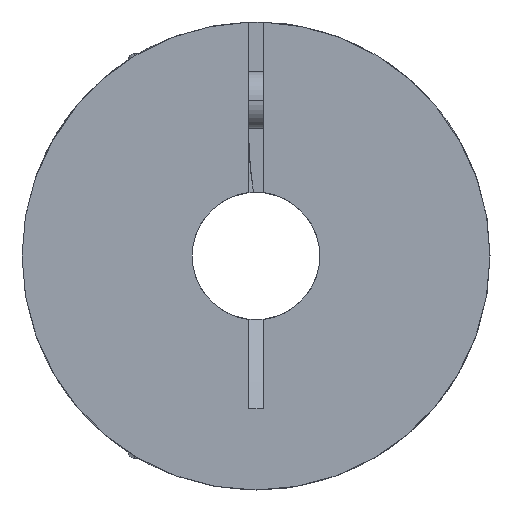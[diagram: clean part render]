
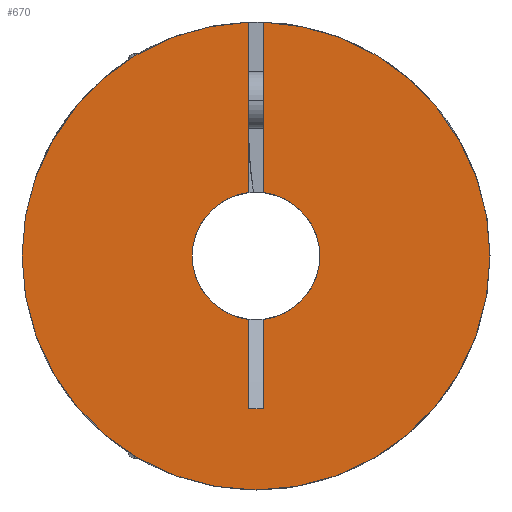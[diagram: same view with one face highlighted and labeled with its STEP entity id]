
A CAD part, left-side view. The second image highlights one B-rep face of the part: STEP entity #670.
In plain terms, the highlighted planar face has unit normal (-1, 0, 0).
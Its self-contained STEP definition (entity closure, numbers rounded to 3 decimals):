
#670=ADVANCED_FACE('',(#1406),#1407,.T.);
#1406=FACE_OUTER_BOUND('',#2167,.T.);
#1407=PLANE('',#2168);
#2167=EDGE_LOOP('',(#4109,#4110,#4111,#4112,#4113,#4114,#4115,#4116,#4117,#4118,#4119,#4120));
#2168=AXIS2_PLACEMENT_3D('',#4121,#4122,#4123);
#4109=ORIENTED_EDGE('',*,*,#4990,.T.);
#4110=ORIENTED_EDGE('',*,*,#4840,.F.);
#4111=ORIENTED_EDGE('',*,*,#4848,.F.);
#4112=ORIENTED_EDGE('',*,*,#4950,.F.);
#4113=ORIENTED_EDGE('',*,*,#4906,.T.);
#4114=ORIENTED_EDGE('',*,*,#4816,.T.);
#4115=ORIENTED_EDGE('',*,*,#4994,.T.);
#4116=ORIENTED_EDGE('',*,*,#4988,.T.);
#4117=ORIENTED_EDGE('',*,*,#4979,.T.);
#4118=ORIENTED_EDGE('',*,*,#4985,.T.);
#4119=ORIENTED_EDGE('',*,*,#4993,.T.);
#4120=ORIENTED_EDGE('',*,*,#4811,.T.);
#4121=CARTESIAN_POINT('',(0.0,-21.0,0.));
#4122=DIRECTION('',(-1.0,0.0,0.0));
#4123=DIRECTION('',(0.0,1.0,0.));
#4811=EDGE_CURVE('',#5890,#5888,#5891,.T.);
#4816=EDGE_CURVE('',#5899,#5896,#5900,.T.);
#4840=EDGE_CURVE('',#5941,#5943,#5944,.T.);
#4848=EDGE_CURVE('',#5955,#5941,#5958,.T.);
#4906=EDGE_CURVE('',#6050,#5899,#6051,.T.);
#4950=EDGE_CURVE('',#6050,#5955,#6103,.T.);
#4979=EDGE_CURVE('',#6141,#6139,#6142,.T.);
#4985=EDGE_CURVE('',#6139,#6147,#6149,.T.);
#4988=EDGE_CURVE('',#6151,#6141,#6153,.T.);
#4990=EDGE_CURVE('',#5888,#5943,#6155,.T.);
#4993=EDGE_CURVE('',#6147,#5890,#6158,.T.);
#4994=EDGE_CURVE('',#5896,#6151,#6159,.T.);
#5888=VERTEX_POINT('',#7118);
#5890=VERTEX_POINT('',#7121);
#5891=CIRCLE('',#7122,9.0);
#5896=VERTEX_POINT('',#7128);
#5899=VERTEX_POINT('',#7132);
#5900=CIRCLE('',#7133,9.0);
#5941=VERTEX_POINT('',#7189);
#5943=VERTEX_POINT('',#7192);
#5944=CIRCLE('',#7193,33.0);
#5955=VERTEX_POINT('',#7272);
#5958=CIRCLE('',#7276,33.0);
#6050=VERTEX_POINT('',#7580);
#6051=LINE('',#7581,#7582);
#6103=CIRCLE('',#7674,33.0);
#6139=VERTEX_POINT('',#7729);
#6141=VERTEX_POINT('',#7731);
#6142=LINE('',#7732,#7733);
#6147=VERTEX_POINT('',#7738);
#6149=LINE('',#7741,#7742);
#6151=VERTEX_POINT('',#7744);
#6153=LINE('',#7747,#7748);
#6155=LINE('',#7750,#7751);
#6158=CIRCLE('',#7754,9.0);
#6159=CIRCLE('',#7755,9.0);
#7118=CARTESIAN_POINT('',(0.,1.0,8.944));
#7121=CARTESIAN_POINT('',(0.0,9.0,0.));
#7122=AXIS2_PLACEMENT_3D('',#9019,#9020,#9021);
#7128=CARTESIAN_POINT('',(0.0,-9.0,0.));
#7132=CARTESIAN_POINT('',(0.,-1.0,8.944));
#7133=AXIS2_PLACEMENT_3D('',#9027,#9028,#9029);
#7189=CARTESIAN_POINT('',(0.0,33.0,0.));
#7192=CARTESIAN_POINT('',(0.0,1.0,32.985));
#7193=AXIS2_PLACEMENT_3D('',#9067,#9068,#9069);
#7272=CARTESIAN_POINT('',(0.0,-33.0,0.));
#7276=AXIS2_PLACEMENT_3D('',#9075,#9076,#9077);
#7580=CARTESIAN_POINT('',(0.0,-1.,32.985));
#7581=CARTESIAN_POINT('',(0.0,-1.0,4.291));
#7582=VECTOR('',#9151,1.0);
#7674=AXIS2_PLACEMENT_3D('',#9218,#9219,#9220);
#7729=CARTESIAN_POINT('',(0.,1.,-21.563));
#7731=CARTESIAN_POINT('',(0.,-1.0,-21.563));
#7732=CARTESIAN_POINT('',(0.0,0.,-21.563));
#7733=VECTOR('',#9254,1.0);
#7738=CARTESIAN_POINT('',(0.,1.,-8.944));
#7741=CARTESIAN_POINT('',(0.,1.0,4.291));
#7742=VECTOR('',#9262,1.0);
#7744=CARTESIAN_POINT('',(0.,-1.0,-8.944));
#7747=CARTESIAN_POINT('',(0.0,-1.0,4.291));
#7748=VECTOR('',#9264,1.0);
#7750=CARTESIAN_POINT('',(0.,1.0,4.291));
#7751=VECTOR('',#9265,1.0);
#7754=AXIS2_PLACEMENT_3D('',#9269,#9270,#9271);
#7755=AXIS2_PLACEMENT_3D('',#9272,#9273,#9274);
#9019=CARTESIAN_POINT('',(0.0,0.0,0.0));
#9020=DIRECTION('',(1.0,0.0,0.0));
#9021=DIRECTION('',(0.0,-1.0,0.));
#9027=CARTESIAN_POINT('',(0.0,0.0,0.0));
#9028=DIRECTION('',(1.0,0.0,0.0));
#9029=DIRECTION('',(0.0,-1.0,0.));
#9067=CARTESIAN_POINT('',(0.0,0.0,0.0));
#9068=DIRECTION('',(1.0,0.0,0.0));
#9069=DIRECTION('',(0.0,-1.0,0.));
#9075=CARTESIAN_POINT('',(0.0,0.0,0.0));
#9076=DIRECTION('',(1.0,0.0,0.0));
#9077=DIRECTION('',(0.0,-1.0,0.));
#9151=DIRECTION('',(-0.0,0.,-1.0));
#9218=CARTESIAN_POINT('',(0.0,0.0,0.0));
#9219=DIRECTION('',(1.0,0.0,0.0));
#9220=DIRECTION('',(0.0,-1.0,0.));
#9254=DIRECTION('',(-0.0,1.0,0.));
#9262=DIRECTION('',(0.0,0.,1.0));
#9264=DIRECTION('',(-0.0,0.,-1.0));
#9265=DIRECTION('',(0.0,0.,1.0));
#9269=CARTESIAN_POINT('',(0.0,0.0,0.0));
#9270=DIRECTION('',(1.0,0.0,0.0));
#9271=DIRECTION('',(0.0,-1.0,0.));
#9272=CARTESIAN_POINT('',(0.0,0.0,0.0));
#9273=DIRECTION('',(1.0,0.0,0.0));
#9274=DIRECTION('',(0.0,-1.0,0.));
